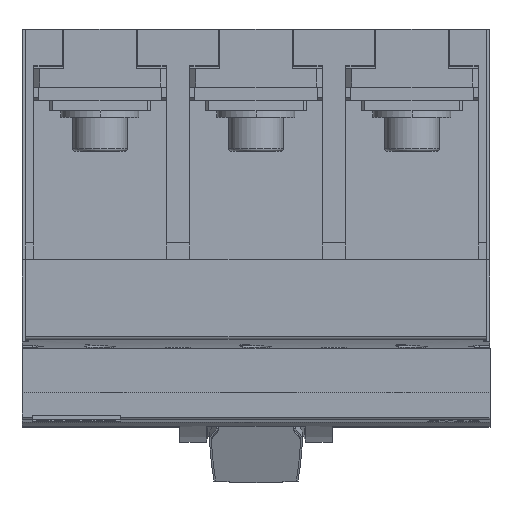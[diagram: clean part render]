
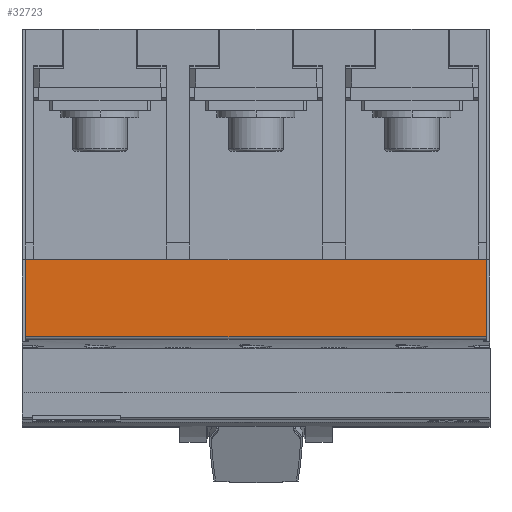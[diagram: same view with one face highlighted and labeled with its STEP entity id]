
A CAD part, top view. The second image highlights one B-rep face of the part: STEP entity #32723.
In plain terms, the highlighted planar face has unit normal (0, 0, 1).
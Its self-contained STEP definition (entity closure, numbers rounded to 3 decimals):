
#13037=VERTEX_POINT('',#37137);
#14061=EDGE_CURVE('',#32363,#15613,#38252,.T.);
#15613=VERTEX_POINT('',#39935);
#15647=EDGE_CURVE('',#13037,#26481,#39970,.T.);
#20231=EDGE_CURVE('',#32363,#26481,#44998,.T.);
#26481=VERTEX_POINT('',#51864);
#27559=EDGE_CURVE('',#15613,#13037,#53043,.T.);
#32363=VERTEX_POINT('',#58329);
#32723=ADVANCED_FACE('',(#58711),#58712,.T.);
#37137=CARTESIAN_POINT('',(-67.93,-68.,121.992));
#38252=LINE('',#65491,#65492);
#39935=CARTESIAN_POINT('',(67.96,-68.,121.992));
#39970=LINE('',#68039,#68040);
#44998=LINE('',#75214,#75215);
#51864=CARTESIAN_POINT('',(-67.93,-90.652,121.992));
#53043=LINE('',#86864,#86865);
#58329=CARTESIAN_POINT('',(67.96,-90.652,121.992));
#58711=FACE_OUTER_BOUND('',#95077,.T.);
#58712=PLANE('',#95078);
#65491=CARTESIAN_POINT('',(67.96,-81.,121.992));
#65492=VECTOR('',#102576,1.0);
#68039=CARTESIAN_POINT('',(-67.93,-81.,121.992));
#68040=VECTOR('',#104225,1.0);
#75214=CARTESIAN_POINT('',(68.995,-90.652,121.992));
#75215=VECTOR('',#109453,1.0);
#86864=CARTESIAN_POINT('',(68.995,-68.,121.992));
#86865=VECTOR('',#118203,1.0);
#95077=EDGE_LOOP('',(#124166,#124167,#124168,#124169));
#95078=AXIS2_PLACEMENT_3D('',#124170,#124171,#124172);
#102576=DIRECTION('',(0.0,1.0,-0.0));
#104225=DIRECTION('',(0.0,-1.0,0.0));
#109453=DIRECTION('',(-1.0,0.0,0.0));
#118203=DIRECTION('',(-1.0,0.0,0.0));
#124166=ORIENTED_EDGE('',*,*,#15647,.T.);
#124167=ORIENTED_EDGE('',*,*,#20231,.F.);
#124168=ORIENTED_EDGE('',*,*,#14061,.T.);
#124169=ORIENTED_EDGE('',*,*,#27559,.T.);
#124170=CARTESIAN_POINT('',(68.995,-68.,121.992));
#124171=DIRECTION('',(0.0,-0.0,1.0));
#124172=DIRECTION('',(0.0,1.0,0.0));
